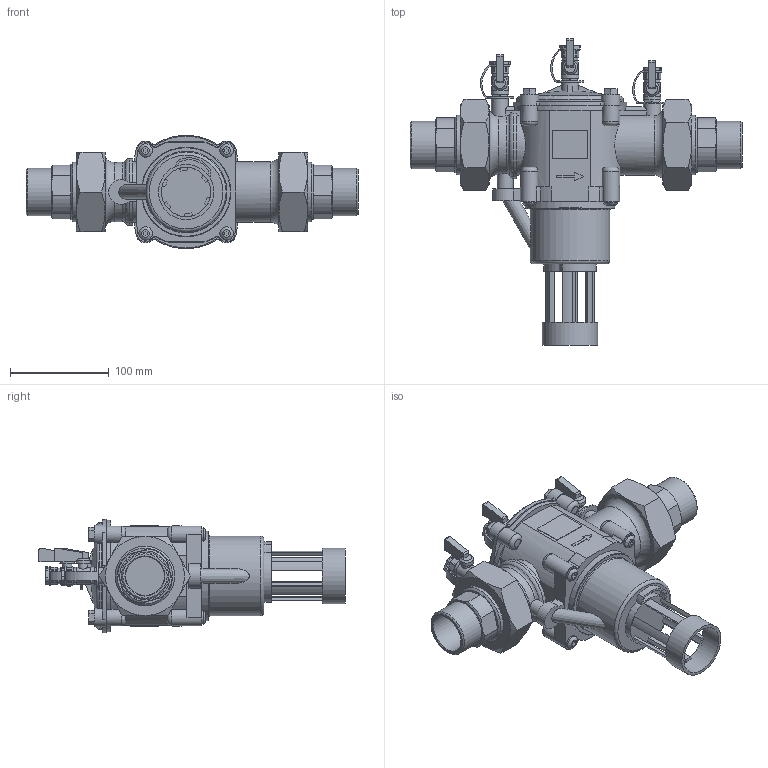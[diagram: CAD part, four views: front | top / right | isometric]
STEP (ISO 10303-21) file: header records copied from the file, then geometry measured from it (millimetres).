
FILE_DESCRIPTION( ( 'STEP AP214' ), '1' );
FILE_NAME( 'socla_babm_149B70004.stp', '2019-10-09T13:45:44', ( '' ), ( '' ), ' ', 'PARTsolutions', ' ' );
FILE_SCHEMA( ( 'AUTOMOTIVE_DESIGN { 1 0 10303 214 1 1 1 1 }' ) );
Length unit declared in the file: millimetre
Products named in the file (1): _socla_babm_149B70004
Bounding box: 336 x 309.8 x 114.63 mm (x, y, z)
Volume: 1887336.8 mm3; surface area: 228621.1 mm2
Topology: 1 solids, 2 shells, 737 faces, 2003 edges, 1306 vertices
Faces by surface type: plane 424, cylinder 207, cone 82, torus 20, bspline 4
Full cylindrical faces by diameter (mm): 8 x3, 9.5 x3, 14 x4, 15 x3, 16 x4, 17 x3, 17.4 x3, 18 x3, 19 x4, 20 x1, 28 x2, 39.5 x2, 45 x1, 47.803 x2, 50 x1, 52 x2, 56 x1, 60.2 x2, 80.7 x1, 90.7 x1
Entity records: 30280 total; most frequent: CARTESIAN_POINT 6102, DIRECTION 3781, ORIENTED_EDGE 3774, EDGE_CURVE 1887, AXIS2_PLACEMENT_3D 1367, VERTEX_POINT 1271, LINE 1047, VECTOR 1047
